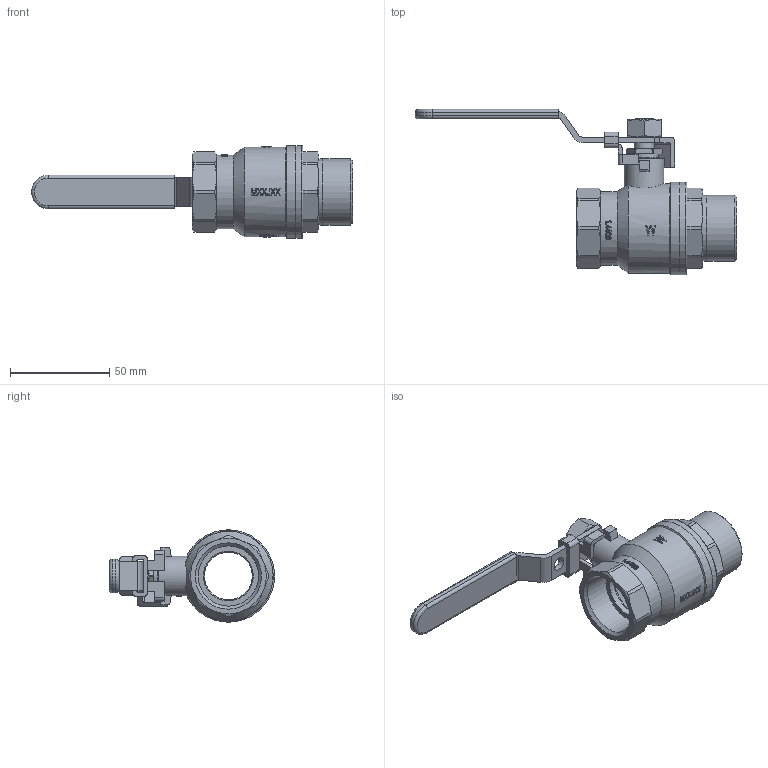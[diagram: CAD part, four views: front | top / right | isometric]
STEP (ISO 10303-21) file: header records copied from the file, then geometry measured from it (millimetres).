
FILE_DESCRIPTION(/* description */ ('Unknown','CAx-IF Rec.Pracs.---Representation and Presentation of Product Manufacturing Information (PMI)---4.0---2014-10-13','CAx-IF Rec.Pracs.---3D Tessellated Geometry---0.4---2014-09-14','2;1'),/* implementation_level */ '2;1');
FILE_NAME(/* name */ '9361-06',/* time_stamp */ '2024-02-19T10:01:55+01:00',/* author */ ('Unknown'),/* organization */ ('Unknown'),/* preprocessor_version */ 'ST-DEVELOPER v18.102',/* originating_system */ 'Solid Edge',/* authorisation */ 'Unknown');
FILE_SCHEMA (('FEATURE_BASED_PROCESS_PLANNING','MODEL_BASED_INTEGRATED_MANUFACTURING_SCHEMA','AP242_MANAGED_MODEL_BASED_3D_ENGINEERING_MIM_LF { 1 0 10303 442 1 1 4 }'));
Length unit declared in the file: millimetre
Products named in the file (16): 9361-06; Assem1_oa_0; Kvrper__1; Einschraubteil; Stopfbuchse__1; Spindel-Zusammanbau__1; Spindeldichtung.2__1; Spindel-1; Edelstahlgriff-1; Sch-Lasche.1; Edelst-Griff-1; Edelst-Griff-u-1; 600-1-Mutter-st.g.
Assembly tree (15 placements, depth 4):
  9361-06
    Assem1_oa_0
      Kvrper__1
      Einschraubteil
      Stopfbuchse__1
      Spindel-Zusammanbau__1
        Spindeldichtung.2__1
        Spindel-1
    Edelstahlgriff-1
      Sch-Lasche.1
        Sch-Lasche.1
      Edelst-Griff-1
        Edelst-Griff-1
      Edelst-Griff-u-1
        Edelst-Griff-u-1
    600-1-Mutter-st.g.
Bounding box: 161.5 x 83.05 x 46.5 mm (x, y, z)
Volume: 56755 mm3; surface area: 42113.1 mm2
Topology: 9 solids, 9 shells, 888 faces, 2423 edges, 1603 vertices
Faces by surface type: plane 718, cylinder 107, cone 59, torus 3, sphere 1
Full cylindrical faces by diameter (mm): 7 x1, 8.5 x1, 10 x2, 10.2 x1, 10.3 x1, 14 x1, 14.376 x1, 14.5 x2, 15 x1, 16 x1, 20 x1, 24 x1, 25 x2, 30.291 x1, 33 x2, 33.249 x1, 33.25 x1, 37 x1, 38.376 x1, 40 x1, 41 x1, 44.2 x1, 45 x1, 46.5 x2
Entity records: 29331 total; most frequent: CARTESIAN_POINT 5949, DIRECTION 5159, ORIENTED_EDGE 4680, EDGE_CURVE 2340, AXIS2_PLACEMENT_3D 2005, VERTEX_POINT 1575, LINE 1149, VECTOR 1149
